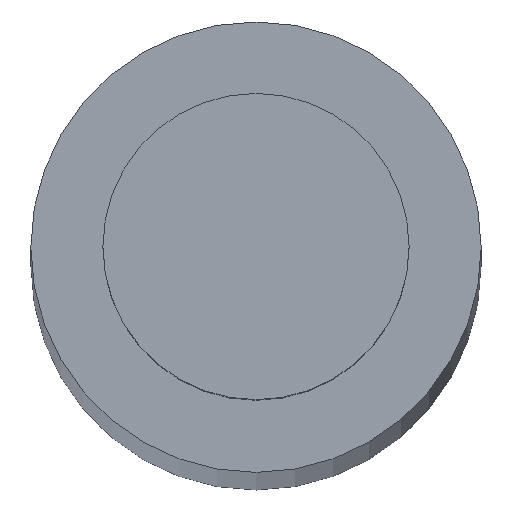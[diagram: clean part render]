
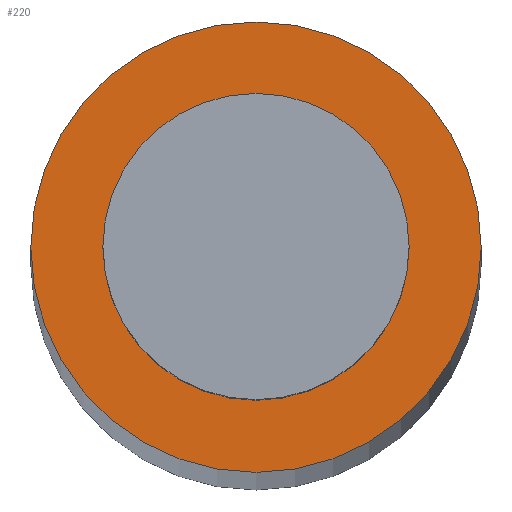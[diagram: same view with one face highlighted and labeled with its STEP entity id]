
A CAD part, top view. The second image highlights one B-rep face of the part: STEP entity #220.
In plain terms, the highlighted planar face has unit normal (0, 0, 1).
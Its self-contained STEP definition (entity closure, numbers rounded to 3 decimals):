
#97=CARTESIAN_POINT('',(-8.5,0.,0.));
#98=VERTEX_POINT('',#97);
#105=CARTESIAN_POINT('',(8.5,0.,0.));
#106=VERTEX_POINT('',#105);
#107=CARTESIAN_POINT('',(0.,0.,0.));
#108=DIRECTION('',(-1.,0.,0.));
#109=DIRECTION('',(-0.,0.,1.));
#110=AXIS2_PLACEMENT_3D('',#107,#109,#108);
#111=CIRCLE('',#110,8.5);
#112=EDGE_CURVE('',#98,#106,#111,.T.);
#114=CARTESIAN_POINT('',(0.,0.,0.));
#115=DIRECTION('',(1.,0.,0.));
#116=DIRECTION('',(0.,0.,1.));
#117=AXIS2_PLACEMENT_3D('',#114,#116,#115);
#118=CIRCLE('',#117,8.5);
#119=EDGE_CURVE('',#106,#98,#118,.T.);
#158=CARTESIAN_POINT('',(-12.5,0.,0.));
#159=VERTEX_POINT('',#158);
#166=CARTESIAN_POINT('',(12.5,0.,0.));
#167=VERTEX_POINT('',#166);
#168=CARTESIAN_POINT('',(0.,0.,0.));
#169=DIRECTION('',(-1.,0.,0.));
#170=DIRECTION('',(0.,0.,-1.));
#171=AXIS2_PLACEMENT_3D('',#168,#170,#169);
#172=CIRCLE('',#171,12.5);
#173=EDGE_CURVE('',#159,#167,#172,.T.);
#175=CARTESIAN_POINT('',(0.,0.,0.));
#176=DIRECTION('',(1.,0.,0.));
#177=DIRECTION('',(-0.,0.,-1.));
#178=AXIS2_PLACEMENT_3D('',#175,#177,#176);
#179=CIRCLE('',#178,12.5);
#180=EDGE_CURVE('',#167,#159,#179,.T.);
#207=CARTESIAN_POINT('',(0.,0.,0.));
#208=DIRECTION('',(1.,0.,0.));
#209=DIRECTION('',(0.,0.,1.));
#210=AXIS2_PLACEMENT_3D('',#207,#209,#208);
#211=PLANE('',#210);
#212=ORIENTED_EDGE('',*,*,#173,.F.);
#213=ORIENTED_EDGE('',*,*,#180,.F.);
#214=EDGE_LOOP('',(#212,#213));
#215=FACE_OUTER_BOUND('',#214,.T.);
#216=ORIENTED_EDGE('',*,*,#112,.F.);
#217=ORIENTED_EDGE('',*,*,#119,.F.);
#218=EDGE_LOOP('',(#216,#217));
#219=FACE_BOUND('',#218,.T.);
#220=ADVANCED_FACE('F7',(#215,#219),#211,.T.);
